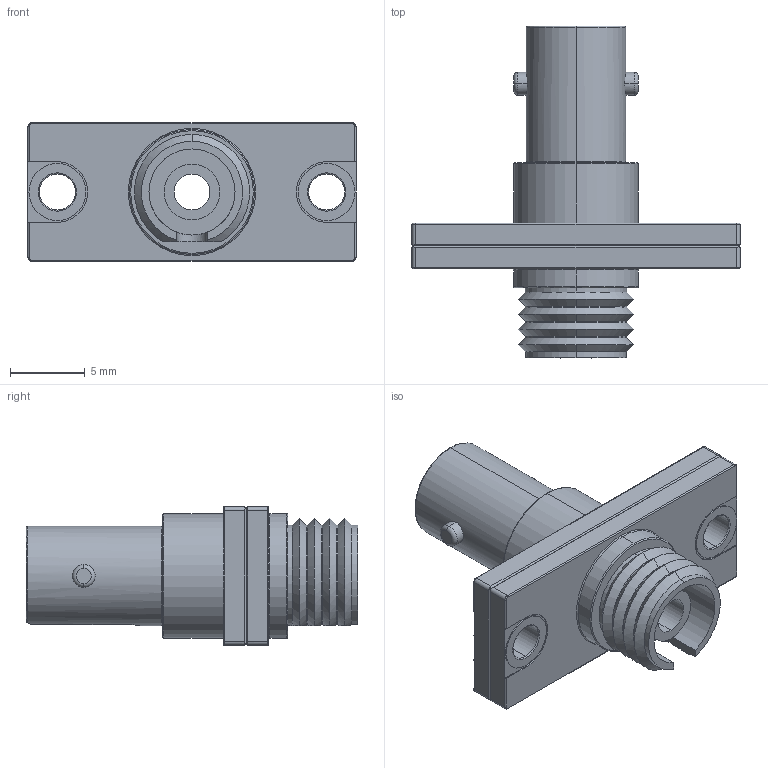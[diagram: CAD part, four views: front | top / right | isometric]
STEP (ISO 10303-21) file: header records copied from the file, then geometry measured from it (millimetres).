
FILE_DESCRIPTION (( 'STEP AP214' ), '1' );
FILE_NAME ('FOA-311A.STEP', '2006-08-02T17:41:27', ( 'L-COM' ), ( 'L-COM' ), 'SwSTEP 2.0', 'SolidWorks 2006004', '' );
FILE_SCHEMA (( 'AUTOMOTIVE_DESIGN' ));
Length unit declared in the file: inch
Products named in the file (2): FOA-311A
Assembly tree (1 placements, depth 2):
  FOA-311A
    FOA-311A
Bounding box: 21.97 x 22.23 x 9.27 mm (x, y, z)
Volume: 1037.2 mm3; surface area: 1425.1 mm2
Topology: 1 solids, 1 shells, 178 faces, 427 edges, 262 vertices
Faces by surface type: cylinder 74, plane 52, torus 32, cone 14, bspline 6
Entity records: 9075 total; most frequent: CARTESIAN_POINT 3944, DIRECTION 914, ORIENTED_EDGE 854, EDGE_CURVE 427, AXIS2_PLACEMENT_3D 373, VERTEX_POINT 262, CIRCLE 197, EDGE_LOOP 195
